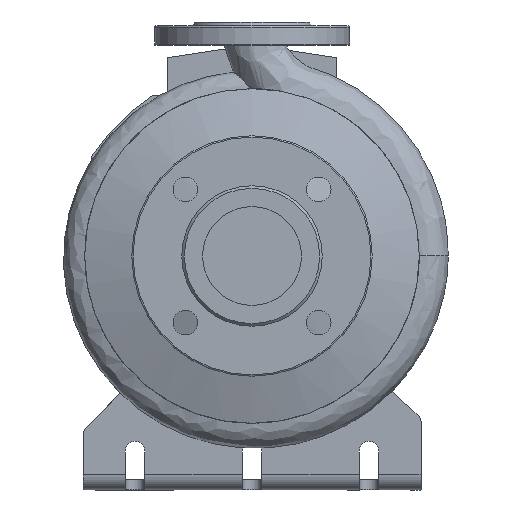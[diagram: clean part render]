
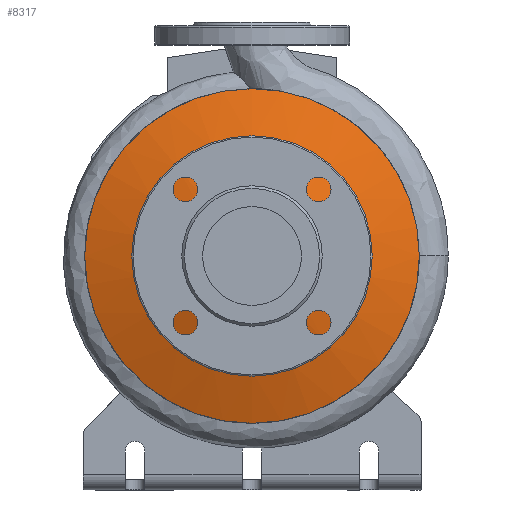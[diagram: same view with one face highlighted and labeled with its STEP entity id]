
A CAD part, left-side view. The second image highlights one B-rep face of the part: STEP entity #8317.
In plain terms, the highlighted conical face has half-angle 72.354 degrees and reference radius 88.365 mm.
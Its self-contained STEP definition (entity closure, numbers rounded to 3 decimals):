
#41=CONICAL_SURFACE('',#9208,88.365,1.263);
#254=FACE_BOUND('',#1544,.T.);
#990=FACE_OUTER_BOUND('',#1543,.T.);
#1543=EDGE_LOOP('',(#7704));
#1544=EDGE_LOOP('',(#7705));
#3313=CIRCLE('',#9194,128.68);
#3321=CIRCLE('',#9209,48.05);
#4116=VERTEX_POINT('',#16695);
#4121=VERTEX_POINT('',#17217);
#5306=EDGE_CURVE('',#4116,#4116,#3313,.T.);
#5317=EDGE_CURVE('',#4121,#4121,#3321,.T.);
#7704=ORIENTED_EDGE('',*,*,#5317,.F.);
#7705=ORIENTED_EDGE('',*,*,#5306,.T.);
#8317=ADVANCED_FACE('',(#990,#254),#41,.T.);
#9194=AXIS2_PLACEMENT_3D('',#16696,#11603,#11604);
#9208=AXIS2_PLACEMENT_3D('',#17216,#11632,#11633);
#9209=AXIS2_PLACEMENT_3D('',#17218,#11634,#11635);
#11603=DIRECTION('center_axis',(-1.,0.,0.));
#11604=DIRECTION('ref_axis',(0.,0.,
1.));
#11632=DIRECTION('center_axis',(1.,0.,0.));
#11633=DIRECTION('ref_axis',(0.,0.,
1.));
#11634=DIRECTION('center_axis',(-1.,0.,0.));
#11635=DIRECTION('ref_axis',(0.,0.,
1.));
#16695=CARTESIAN_POINT('',(-24.352,0.,308.68));
#16696=CARTESIAN_POINT('Origin',(-24.352,0.,180.));
#17216=CARTESIAN_POINT('Origin',(-37.176,0.,180.));
#17217=CARTESIAN_POINT('',(-50.,0.,228.05));
#17218=CARTESIAN_POINT('Origin',(-50.,0.,180.));
